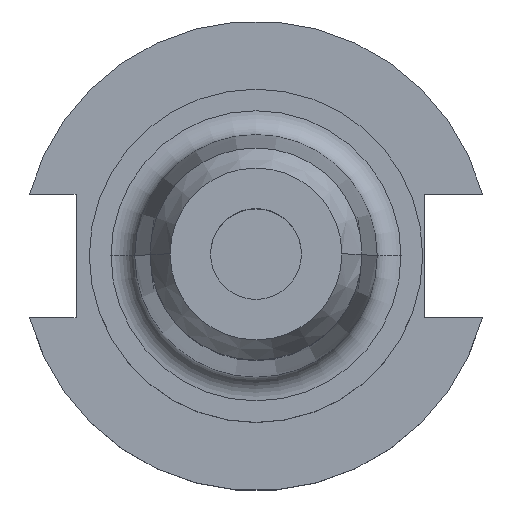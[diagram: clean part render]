
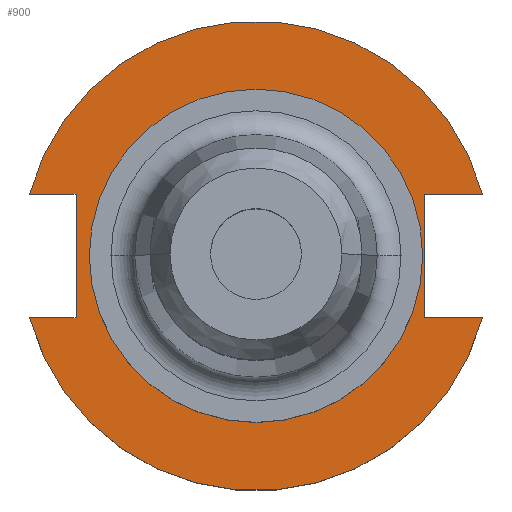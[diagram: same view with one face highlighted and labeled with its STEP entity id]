
A CAD part, top view. The second image highlights one B-rep face of the part: STEP entity #900.
In plain terms, the highlighted planar face has unit normal (0, 0, 1).
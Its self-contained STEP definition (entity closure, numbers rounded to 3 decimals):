
#15 = ORIENTED_EDGE ( 'NONE', *, *, #1659, .F. ) ;
#43 = VERTEX_POINT ( 'NONE', #1259 ) ;
#49 = VERTEX_POINT ( 'NONE', #178 ) ;
#68 = CARTESIAN_POINT ( 'NONE',  ( -37.719, -12.954, 19.05 ) ) ;
#77 = LINE ( 'NONE', #1327, #766 ) ;
#81 = AXIS2_PLACEMENT_3D ( 'NONE', #598, #1515, #738 ) ;
#178 = CARTESIAN_POINT ( 'NONE',  ( -47.477, 12.954, 19.05 ) ) ;
#192 = VERTEX_POINT ( 'NONE', #68 ) ;
#201 = PLANE ( 'NONE',  #520 ) ;
#249 = CARTESIAN_POINT ( 'NONE',  ( 34.925, 0., 19.05 ) ) ;
#252 = LINE ( 'NONE', #543, #1280 ) ;
#267 = ORIENTED_EDGE ( 'NONE', *, *, #988, .F. ) ;
#269 = DIRECTION ( 'NONE',  ( 0., 0., 1. ) ) ;
#271 = FACE_BOUND ( 'NONE', #1350, .T. ) ;
#284 = EDGE_CURVE ( 'NONE', #822, #49, #77, .T. ) ;
#373 = VECTOR ( 'NONE', #1628, 1000. ) ;
#382 = CARTESIAN_POINT ( 'NONE',  ( -63.719, -12.954, 19.05 ) ) ;
#392 = CARTESIAN_POINT ( 'NONE',  ( 0., 0., 19.05 ) ) ;
#398 = CARTESIAN_POINT ( 'NONE',  ( 47.477, -12.954, 19.05 ) ) ;
#403 = ORIENTED_EDGE ( 'NONE', *, *, #1099, .F. ) ;
#440 = CARTESIAN_POINT ( 'NONE',  ( 35.306, 12.954, 19.05 ) ) ;
#450 = VECTOR ( 'NONE', #518, 1000. ) ;
#504 = AXIS2_PLACEMENT_3D ( 'NONE', #392, #1318, #524 ) ;
#515 = DIRECTION ( 'NONE',  ( 1., 0., 0. ) ) ;
#518 = DIRECTION ( 'NONE',  ( -1., 0., 0. ) ) ;
#520 = AXIS2_PLACEMENT_3D ( 'NONE', #1408, #628, #1537 ) ;
#524 = DIRECTION ( 'NONE',  ( 1., 0., 0. ) ) ;
#543 = CARTESIAN_POINT ( 'NONE',  ( 35.306, -12.954, 19.05 ) ) ;
#569 = ORIENTED_EDGE ( 'NONE', *, *, #1225, .T. ) ;
#573 = EDGE_CURVE ( 'NONE', #616, #43, #1094, .T. ) ;
#598 = CARTESIAN_POINT ( 'NONE',  ( 0., 0., 19.05 ) ) ;
#612 = VERTEX_POINT ( 'NONE', #854 ) ;
#616 = VERTEX_POINT ( 'NONE', #1483 ) ;
#628 = DIRECTION ( 'NONE',  ( 0., 0., 1. ) ) ;
#663 = ORIENTED_EDGE ( 'NONE', *, *, #790, .F. ) ;
#696 = DIRECTION ( 'NONE',  ( 0., 1., 0. ) ) ;
#738 = DIRECTION ( 'NONE',  ( 1., 0., 0. ) ) ;
#740 = VERTEX_POINT ( 'NONE', #1692 ) ;
#766 = VECTOR ( 'NONE', #812, 1000. ) ;
#790 = EDGE_CURVE ( 'NONE', #740, #616, #1464, .T. ) ;
#812 = DIRECTION ( 'NONE',  ( -1., 0., 0. ) ) ;
#815 = DIRECTION ( 'NONE',  ( 0., 0., 1. ) ) ;
#822 = VERTEX_POINT ( 'NONE', #1066 ) ;
#854 = CARTESIAN_POINT ( 'NONE',  ( -47.477, -12.954, 19.05 ) ) ;
#859 = ORIENTED_EDGE ( 'NONE', *, *, #1393, .F. ) ;
#900 = ADVANCED_FACE ( 'NONE', ( #271, #987 ), #201, .T. ) ;
#907 = ORIENTED_EDGE ( 'NONE', *, *, #1425, .T. ) ;
#969 = VERTEX_POINT ( 'NONE', #249 ) ;
#987 = FACE_OUTER_BOUND ( 'NONE', #1205, .T. ) ;
#988 = EDGE_CURVE ( 'NONE', #1289, #969, #1169, .T. ) ;
#1002 = CIRCLE ( 'NONE', #81, 34.925 ) ;
#1021 = LINE ( 'NONE', #382, #1336 ) ;
#1066 = CARTESIAN_POINT ( 'NONE',  ( -37.719, 12.954, 19.05 ) ) ;
#1081 = CARTESIAN_POINT ( 'NONE',  ( 0., 0., 19.05 ) ) ;
#1082 = AXIS2_PLACEMENT_3D ( 'NONE', #1081, #269, #1212 ) ;
#1094 = LINE ( 'NONE', #440, #373 ) ;
#1099 = EDGE_CURVE ( 'NONE', #969, #1289, #1002, .T. ) ;
#1146 = VECTOR ( 'NONE', #696, 1000. ) ;
#1169 = CIRCLE ( 'NONE', #1240, 34.925 ) ;
#1189 = LINE ( 'NONE', #1468, #1146 ) ;
#1205 = EDGE_LOOP ( 'NONE', ( #907, #15, #1343, #663, #569, #1301, #1504, #859 ) ) ;
#1212 = DIRECTION ( 'NONE',  ( 1., 0., 0. ) ) ;
#1221 = CARTESIAN_POINT ( 'NONE',  ( -34.925, 0., 19.05 ) ) ;
#1225 = EDGE_CURVE ( 'NONE', #740, #49, #1530, .T. ) ;
#1239 = EDGE_CURVE ( 'NONE', #192, #822, #1189, .T. ) ;
#1240 = AXIS2_PLACEMENT_3D ( 'NONE', #1589, #815, #1716 ) ;
#1259 = CARTESIAN_POINT ( 'NONE',  ( 35.306, -12.954, 19.05 ) ) ;
#1280 = VECTOR ( 'NONE', #1713, 1000. ) ;
#1287 = CIRCLE ( 'NONE', #504, 49.212 ) ;
#1289 = VERTEX_POINT ( 'NONE', #1221 ) ;
#1301 = ORIENTED_EDGE ( 'NONE', *, *, #284, .F. ) ;
#1318 = DIRECTION ( 'NONE',  ( 0., 0., 1. ) ) ;
#1327 = CARTESIAN_POINT ( 'NONE',  ( -63.719, 12.954, 19.05 ) ) ;
#1336 = VECTOR ( 'NONE', #515, 1000. ) ;
#1343 = ORIENTED_EDGE ( 'NONE', *, *, #573, .F. ) ;
#1350 = EDGE_LOOP ( 'NONE', ( #403, #267 ) ) ;
#1393 = EDGE_CURVE ( 'NONE', #612, #192, #1021, .T. ) ;
#1408 = CARTESIAN_POINT ( 'NONE',  ( 0., 49.212, 19.05 ) ) ;
#1425 = EDGE_CURVE ( 'NONE', #612, #1442, #1287, .T. ) ;
#1442 = VERTEX_POINT ( 'NONE', #398 ) ;
#1443 = CARTESIAN_POINT ( 'NONE',  ( 35.306, 12.954, 19.05 ) ) ;
#1464 = LINE ( 'NONE', #1443, #450 ) ;
#1468 = CARTESIAN_POINT ( 'NONE',  ( -37.719, 12.954, 19.05 ) ) ;
#1483 = CARTESIAN_POINT ( 'NONE',  ( 35.306, 12.954, 19.05 ) ) ;
#1504 = ORIENTED_EDGE ( 'NONE', *, *, #1239, .F. ) ;
#1515 = DIRECTION ( 'NONE',  ( 0., 0., 1. ) ) ;
#1530 = CIRCLE ( 'NONE', #1082, 49.212 ) ;
#1537 = DIRECTION ( 'NONE',  ( 1., 0., 0. ) ) ;
#1589 = CARTESIAN_POINT ( 'NONE',  ( 0., 0., 19.05 ) ) ;
#1628 = DIRECTION ( 'NONE',  ( 0., -1., 0. ) ) ;
#1659 = EDGE_CURVE ( 'NONE', #43, #1442, #252, .T. ) ;
#1692 = CARTESIAN_POINT ( 'NONE',  ( 47.477, 12.954, 19.05 ) ) ;
#1713 = DIRECTION ( 'NONE',  ( 1., 0., 0. ) ) ;
#1716 = DIRECTION ( 'NONE',  ( 1., 0., 0. ) ) ;
